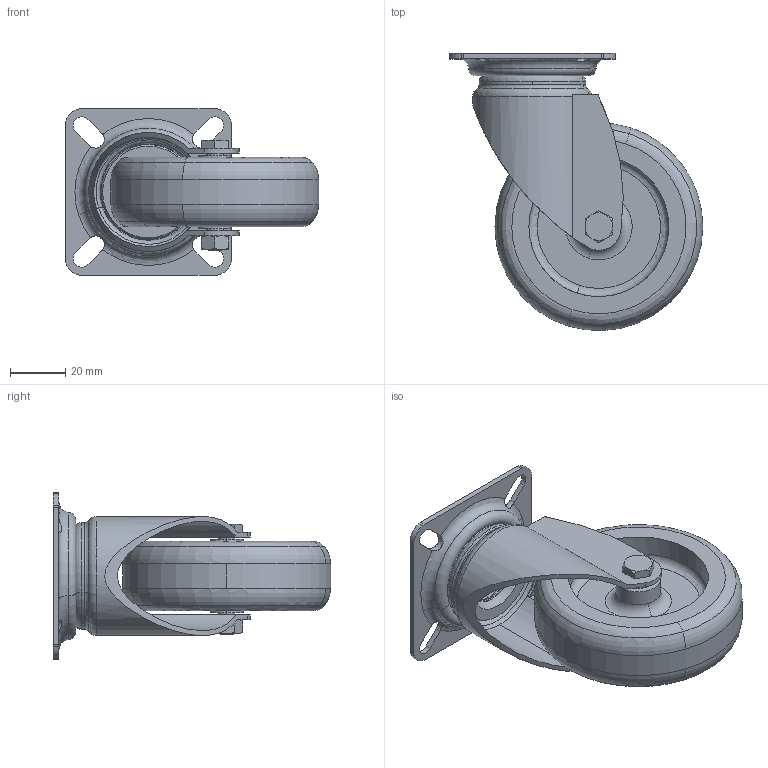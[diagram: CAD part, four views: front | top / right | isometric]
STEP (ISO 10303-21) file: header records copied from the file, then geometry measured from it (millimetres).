
FILE_DESCRIPTION (( 'STEP AP214' ), '1' );
FILE_NAME ('F003576_3D.step', '2022-11-21T18:19:25', ( '' ), ( '' ), 'SwSTEP 2.0', 'SolidWorks 2020', '' );
FILE_SCHEMA (( 'AUTOMOTIVE_DESIGN' ));
Length unit declared in the file: millimetre
Products named in the file (1): F003576_3D
Bounding box: 91.5 x 99.98 x 60 mm (x, y, z)
Volume: 94653 mm3; surface area: 40416.7 mm2
Topology: 2 solids, 2 shells, 208 faces, 540 edges, 344 vertices
Faces by surface type: plane 63, torus 63, cylinder 54, cone 28
Entity records: 9839 total; most frequent: CARTESIAN_POINT 2265, DIRECTION 1185, ORIENTED_EDGE 1080, EDGE_CURVE 540, AXIS2_PLACEMENT_3D 515, VERTEX_POINT 344, CIRCLE 306, EDGE_LOOP 230
